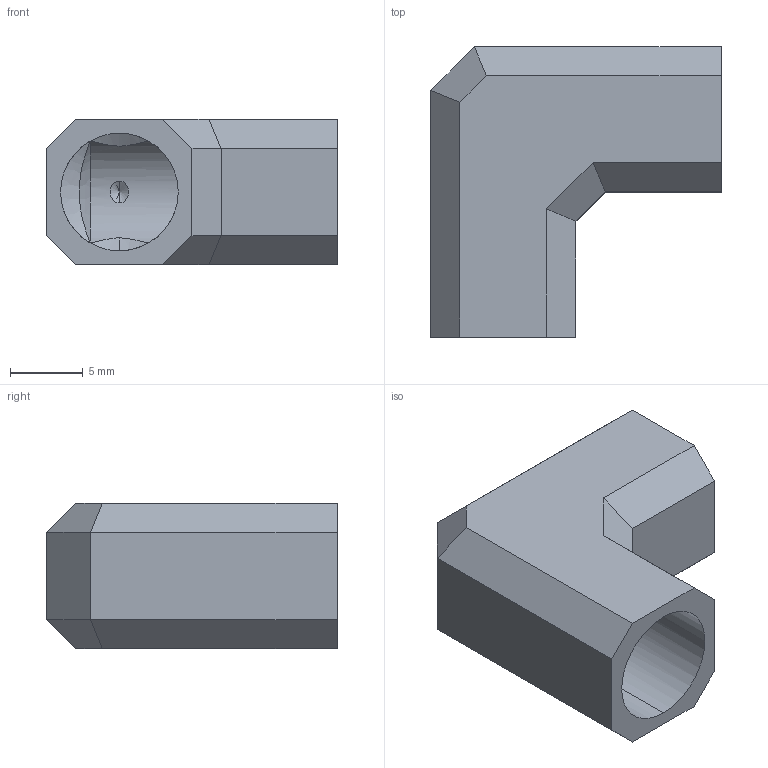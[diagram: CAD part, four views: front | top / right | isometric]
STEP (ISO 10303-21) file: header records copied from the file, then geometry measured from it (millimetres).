
FILE_DESCRIPTION (( 'STEP AP214' ), '1' );
FILE_NAME ('P00165P00.STEP', '2019-10-01T14:19:18', ( '' ), ( '' ), 'SwSTEP 2.0', 'SolidWorks 2018', '' );
FILE_SCHEMA (( 'AUTOMOTIVE_DESIGN' ));
Length unit declared in the file: millimetre
Products named in the file (2): P00165P00
Bounding box: 20 x 20 x 10 mm (x, y, z)
Volume: 1207.6 mm3; surface area: 1873.1 mm2
Topology: 1 solids, 1 shells, 44 faces, 98 edges, 54 vertices
Faces by surface type: plane 22, cone 12, cylinder 10
Entity records: 1286 total; most frequent: CARTESIAN_POINT 328, ORIENTED_EDGE 188, DIRECTION 180, EDGE_CURVE 94, VECTOR 64, LINE 64, AXIS2_PLACEMENT_3D 58, VERTEX_POINT 54
